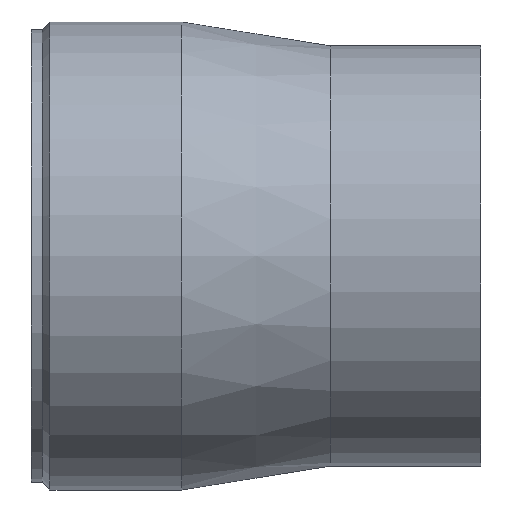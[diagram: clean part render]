
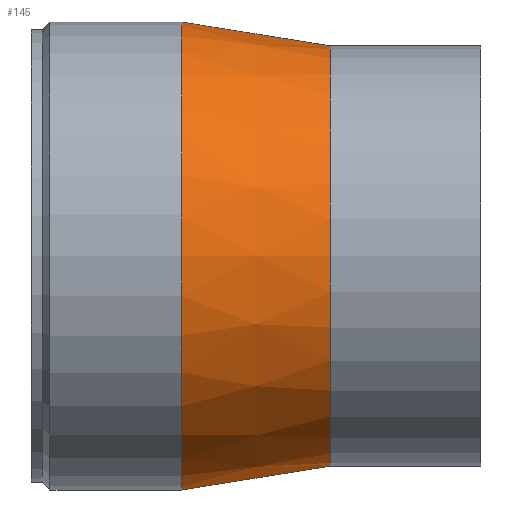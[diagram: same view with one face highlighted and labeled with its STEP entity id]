
A CAD part, top view. The second image highlights one B-rep face of the part: STEP entity #145.
In plain terms, the highlighted conical face has half-angle 9.169 degrees and reference radius 42.7 mm.
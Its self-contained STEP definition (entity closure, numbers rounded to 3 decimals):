
#137 = VERTEX_POINT( '', #343 );
#145 = ADVANCED_FACE( '', ( #351 ), #352, .T. );
#193 = VERTEX_POINT( '', #408 );
#225 = EDGE_CURVE( '', #193, #279, #443, .T. );
#231 = EDGE_CURVE( '', #279, #259, #450, .T. );
#259 = VERTEX_POINT( '', #481 );
#273 = EDGE_CURVE( '', #137, #259, #497, .T. );
#279 = VERTEX_POINT( '', #503 );
#287 = EDGE_CURVE( '', #137, #193, #511, .T. );
#343 = CARTESIAN_POINT( '', ( -28.5, -45., 0. ) );
#351 = FACE_OUTER_BOUND( '', #579, .T. );
#352 = CONICAL_SURFACE( '', #580, 42.7, 0.16 );
#408 = CARTESIAN_POINT( '', ( 0., -40.4, 0. ) );
#443 = CIRCLE( '', #697, 40.4 );
#450 = LINE( '', #707, #708 );
#481 = CARTESIAN_POINT( '', ( -28.5, 45., 0. ) );
#497 = CIRCLE( '', #767, 45. );
#503 = CARTESIAN_POINT( '', ( 0., 40.4, 0. ) );
#511 = LINE( '', #785, #786 );
#579 = EDGE_LOOP( '', ( #858, #859, #860, #861 ) );
#580 = AXIS2_PLACEMENT_3D( '', #862, #863, #864 );
#697 = AXIS2_PLACEMENT_3D( '', #968, #969, #970 );
#707 = CARTESIAN_POINT( '', ( -14.25, 42.7, 0. ) );
#708 = VECTOR( '', #980, 1. );
#767 = AXIS2_PLACEMENT_3D( '', #1039, #1040, #1041 );
#785 = CARTESIAN_POINT( '', ( -14.25, -42.7, 0. ) );
#786 = VECTOR( '', #1051, 1. );
#858 = ORIENTED_EDGE( '', *, *, #231, .T. );
#859 = ORIENTED_EDGE( '', *, *, #273, .F. );
#860 = ORIENTED_EDGE( '', *, *, #287, .T. );
#861 = ORIENTED_EDGE( '', *, *, #225, .T. );
#862 = CARTESIAN_POINT( '', ( -14.25, 0., 0. ) );
#863 = DIRECTION( '', ( -1., 0., 0. ) );
#864 = DIRECTION( '', ( 0., 1., 0. ) );
#968 = CARTESIAN_POINT( '', ( 0., 0., 0. ) );
#969 = DIRECTION( '', ( -1., 0., 0. ) );
#970 = DIRECTION( '', ( 0., 1., 0. ) );
#980 = DIRECTION( '', ( -0.987, 0.159, 0. ) );
#1039 = CARTESIAN_POINT( '', ( -28.5, 0., 0. ) );
#1040 = DIRECTION( '', ( -1., 0., 0. ) );
#1041 = DIRECTION( '', ( 0., 1., 0. ) );
#1051 = DIRECTION( '', ( 0.987, 0.159, 0. ) );
